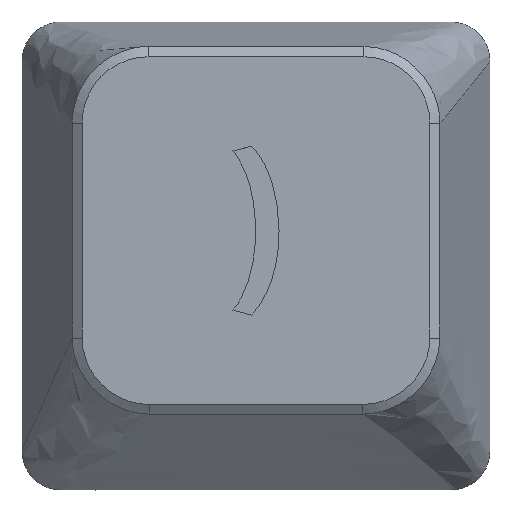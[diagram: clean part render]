
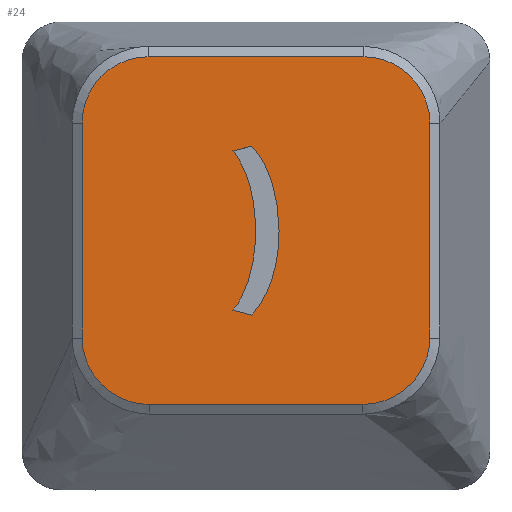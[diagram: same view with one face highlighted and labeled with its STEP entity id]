
A CAD part, top view. The second image highlights one B-rep face of the part: STEP entity #24.
In plain terms, the highlighted planar face has unit normal (0, 0, 1).
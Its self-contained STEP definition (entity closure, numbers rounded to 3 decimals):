
#17=FACE_BOUND('',#149,.T.);
#24=ADVANCED_FACE('',(#85,#17),#953,.T.);
#85=FACE_OUTER_BOUND('',#148,.T.);
#148=EDGE_LOOP('',(#242,#243,#244,#245,#246,#247,#248,#249));
#149=EDGE_LOOP('',(#250,#251,#252,#253,#254,#255));
#242=ORIENTED_EDGE('',*,*,#528,.T.);
#243=ORIENTED_EDGE('',*,*,#548,.T.);
#244=ORIENTED_EDGE('',*,*,#546,.T.);
#245=ORIENTED_EDGE('',*,*,#544,.T.);
#246=ORIENTED_EDGE('',*,*,#542,.T.);
#247=ORIENTED_EDGE('',*,*,#525,.T.);
#248=ORIENTED_EDGE('',*,*,#539,.T.);
#249=ORIENTED_EDGE('',*,*,#537,.T.);
#250=ORIENTED_EDGE('',*,*,#630,.F.);
#251=ORIENTED_EDGE('',*,*,#629,.F.);
#252=ORIENTED_EDGE('',*,*,#628,.F.);
#253=ORIENTED_EDGE('',*,*,#627,.F.);
#254=ORIENTED_EDGE('',*,*,#626,.F.);
#255=ORIENTED_EDGE('',*,*,#625,.F.);
#525=EDGE_CURVE('',#835,#834,#705,.T.);
#528=EDGE_CURVE('',#825,#839,#708,.T.);
#537=EDGE_CURVE('',#833,#825,#717,.T.);
#539=EDGE_CURVE('',#834,#833,#719,.T.);
#542=EDGE_CURVE('',#836,#835,#722,.T.);
#544=EDGE_CURVE('',#837,#836,#724,.T.);
#546=EDGE_CURVE('',#838,#837,#726,.T.);
#548=EDGE_CURVE('',#839,#838,#728,.T.);
#625=EDGE_CURVE('',#883,#884,#791,.T.);
#626=EDGE_CURVE('',#884,#885,#792,.T.);
#627=EDGE_CURVE('',#885,#886,#793,.T.);
#628=EDGE_CURVE('',#886,#887,#794,.T.);
#629=EDGE_CURVE('',#887,#888,#795,.T.);
#630=EDGE_CURVE('',#888,#883,#796,.T.);
#705=B_SPLINE_CURVE_WITH_KNOTS('',3,(#1482,#1483,#1484,#1485),
 .UNSPECIFIED.,.F.,.F.,(4,4),(-20.393,-12.086),
 .UNSPECIFIED.);
#708=B_SPLINE_CURVE_WITH_KNOTS('',3,(#1492,#1493,#1494,#1495,#1496),
 .UNSPECIFIED.,.F.,.F.,(4,1,4),(-48.917,-46.906,-44.896),
 .UNSPECIFIED.);
#717=B_SPLINE_CURVE_WITH_KNOTS('',3,(#1531,#1532,#1533,#1534),
 .UNSPECIFIED.,.F.,.F.,(4,4),(-8.095,0.17),
 .UNSPECIFIED.);
#719=B_SPLINE_CURVE_WITH_KNOTS('',3,(#1537,#1538,#1539,#1540,#1541),
 .UNSPECIFIED.,.F.,.F.,(4,1,4),(-12.086,-10.092,-8.095),
 .UNSPECIFIED.);
#722=B_SPLINE_CURVE_WITH_KNOTS('',3,(#1546,#1547,#1548,#1549,#1550),
 .UNSPECIFIED.,.F.,.F.,(4,1,4),(-24.384,-22.386,-20.393),
 .UNSPECIFIED.);
#724=B_SPLINE_CURVE_WITH_KNOTS('',3,(#1553,#1554,#1555,#1556),
 .UNSPECIFIED.,.F.,.F.,(4,4),(-32.649,-24.384),
 .UNSPECIFIED.);
#726=B_SPLINE_CURVE_WITH_KNOTS('',3,(#1559,#1560,#1561,#1562,#1563),
 .UNSPECIFIED.,.F.,.F.,(4,1,4),(-36.669,-34.66,-32.649),
 .UNSPECIFIED.);
#728=B_SPLINE_CURVE_WITH_KNOTS('',3,(#1566,#1567,#1568,#1569),
 .UNSPECIFIED.,.F.,.F.,(4,4),(-44.896,-36.669),
 .UNSPECIFIED.);
#791=B_SPLINE_CURVE_WITH_KNOTS('',1,(#1840,#1841),.UNSPECIFIED.,.F.,.F.,
(2,2),(-9.,-8.),.UNSPECIFIED.);
#792=B_SPLINE_CURVE_WITH_KNOTS('',3,(#1842,#1843,#1844,#1845),
 .UNSPECIFIED.,.F.,.F.,(4,4),(-8.,-7.),.UNSPECIFIED.);
#793=B_SPLINE_CURVE_WITH_KNOTS('',1,(#1846,#1847),.UNSPECIFIED.,.F.,.F.,
(2,2),(-7.,-6.),.UNSPECIFIED.);
#794=B_SPLINE_CURVE_WITH_KNOTS('',3,(#1848,#1849,#1850,#1851,#1852,#1853,
#1854),.UNSPECIFIED.,.F.,.F.,(4,3,4),(-6.,-5.,-4.),.UNSPECIFIED.);
#795=B_SPLINE_CURVE_WITH_KNOTS('',1,(#1855,#1856),.UNSPECIFIED.,.F.,.F.,
(2,2),(-4.,-3.),.UNSPECIFIED.);
#796=B_SPLINE_CURVE_WITH_KNOTS('',3,(#1857,#1858,#1859,#1860),
 .UNSPECIFIED.,.F.,.F.,(4,4),(-3.,-2.),.UNSPECIFIED.);
#825=VERTEX_POINT('',#1338);
#833=VERTEX_POINT('',#1346);
#834=VERTEX_POINT('',#1347);
#835=VERTEX_POINT('',#1348);
#836=VERTEX_POINT('',#1349);
#837=VERTEX_POINT('',#1350);
#838=VERTEX_POINT('',#1351);
#839=VERTEX_POINT('',#1352);
#883=VERTEX_POINT('',#1396);
#884=VERTEX_POINT('',#1397);
#885=VERTEX_POINT('',#1398);
#886=VERTEX_POINT('',#1399);
#887=VERTEX_POINT('',#1400);
#888=VERTEX_POINT('',#1401);
#953=PLANE('',#1017);
#1017=AXIS2_PLACEMENT_3D('',#1289,#1064,$);
#1064=DIRECTION('',(0.,0.,1.));
#1289=CARTESIAN_POINT('',(16.86,46.14,14.));
#1338=CARTESIAN_POINT('',(17.312,34.83,14.));
#1346=CARTESIAN_POINT('',(17.312,43.095,14.));
#1347=CARTESIAN_POINT('',(19.847,45.647,14.));
#1348=CARTESIAN_POINT('',(28.153,45.647,14.));
#1349=CARTESIAN_POINT('',(30.688,43.095,14.));
#1350=CARTESIAN_POINT('',(30.688,34.83,14.));
#1351=CARTESIAN_POINT('',(28.114,32.277,14.));
#1352=CARTESIAN_POINT('',(19.886,32.277,14.));
#1396=CARTESIAN_POINT('',(24.885,38.943,14.));
#1397=CARTESIAN_POINT('',(24.885,38.949,14.));
#1398=CARTESIAN_POINT('',(23.844,42.211,14.));
#1399=CARTESIAN_POINT('',(23.115,42.029,14.));
#1400=CARTESIAN_POINT('',(23.115,35.896,14.));
#1401=CARTESIAN_POINT('',(23.844,35.713,14.));
#1482=CARTESIAN_POINT('',(28.153,45.647,14.));
#1483=CARTESIAN_POINT('',(25.384,45.647,14.));
#1484=CARTESIAN_POINT('',(22.616,45.647,14.));
#1485=CARTESIAN_POINT('',(19.847,45.647,14.));
#1492=CARTESIAN_POINT('',(17.312,34.83,14.));
#1493=CARTESIAN_POINT('',(17.309,34.157,14.));
#1494=CARTESIAN_POINT('',(17.888,32.835,14.));
#1495=CARTESIAN_POINT('',(19.215,32.274,14.));
#1496=CARTESIAN_POINT('',(19.886,32.277,14.));
#1531=CARTESIAN_POINT('',(17.312,43.095,14.));
#1532=CARTESIAN_POINT('',(17.312,40.34,14.));
#1533=CARTESIAN_POINT('',(17.312,37.585,14.));
#1534=CARTESIAN_POINT('',(17.312,34.83,14.));
#1537=CARTESIAN_POINT('',(19.847,45.647,14.));
#1538=CARTESIAN_POINT('',(19.18,45.651,14.));
#1539=CARTESIAN_POINT('',(17.864,45.082,14.));
#1540=CARTESIAN_POINT('',(17.309,43.762,14.));
#1541=CARTESIAN_POINT('',(17.312,43.095,14.));
#1546=CARTESIAN_POINT('',(30.688,43.095,14.));
#1547=CARTESIAN_POINT('',(30.691,43.762,14.));
#1548=CARTESIAN_POINT('',(30.136,45.082,14.));
#1549=CARTESIAN_POINT('',(28.82,45.651,14.));
#1550=CARTESIAN_POINT('',(28.153,45.647,14.));
#1553=CARTESIAN_POINT('',(30.688,34.83,14.));
#1554=CARTESIAN_POINT('',(30.688,37.585,14.));
#1555=CARTESIAN_POINT('',(30.688,40.34,14.));
#1556=CARTESIAN_POINT('',(30.688,43.095,14.));
#1559=CARTESIAN_POINT('',(28.114,32.277,14.));
#1560=CARTESIAN_POINT('',(28.785,32.274,14.));
#1561=CARTESIAN_POINT('',(30.112,32.835,14.));
#1562=CARTESIAN_POINT('',(30.691,34.157,14.));
#1563=CARTESIAN_POINT('',(30.688,34.83,14.));
#1566=CARTESIAN_POINT('',(19.886,32.277,14.));
#1567=CARTESIAN_POINT('',(22.629,32.277,14.));
#1568=CARTESIAN_POINT('',(25.371,32.277,14.));
#1569=CARTESIAN_POINT('',(28.114,32.277,14.));
#1840=CARTESIAN_POINT('',(24.885,38.943,14.));
#1841=CARTESIAN_POINT('',(24.885,38.949,14.));
#1842=CARTESIAN_POINT('',(24.885,38.949,14.));
#1843=CARTESIAN_POINT('',(24.885,40.342,14.));
#1844=CARTESIAN_POINT('',(24.508,41.475,14.));
#1845=CARTESIAN_POINT('',(23.844,42.211,14.));
#1846=CARTESIAN_POINT('',(23.844,42.211,14.));
#1847=CARTESIAN_POINT('',(23.115,42.029,14.));
#1848=CARTESIAN_POINT('',(23.115,42.029,14.));
#1849=CARTESIAN_POINT('',(23.746,41.267,14.));
#1850=CARTESIAN_POINT('',(23.987,40.023,14.));
#1851=CARTESIAN_POINT('',(23.987,38.949,14.));
#1852=CARTESIAN_POINT('',(23.987,37.901,14.));
#1853=CARTESIAN_POINT('',(23.746,36.657,14.));
#1854=CARTESIAN_POINT('',(23.115,35.896,14.));
#1855=CARTESIAN_POINT('',(23.115,35.896,14.));
#1856=CARTESIAN_POINT('',(23.844,35.713,14.));
#1857=CARTESIAN_POINT('',(23.844,35.713,14.));
#1858=CARTESIAN_POINT('',(24.508,36.449,14.));
#1859=CARTESIAN_POINT('',(24.885,37.582,14.));
#1860=CARTESIAN_POINT('',(24.885,38.943,14.));
